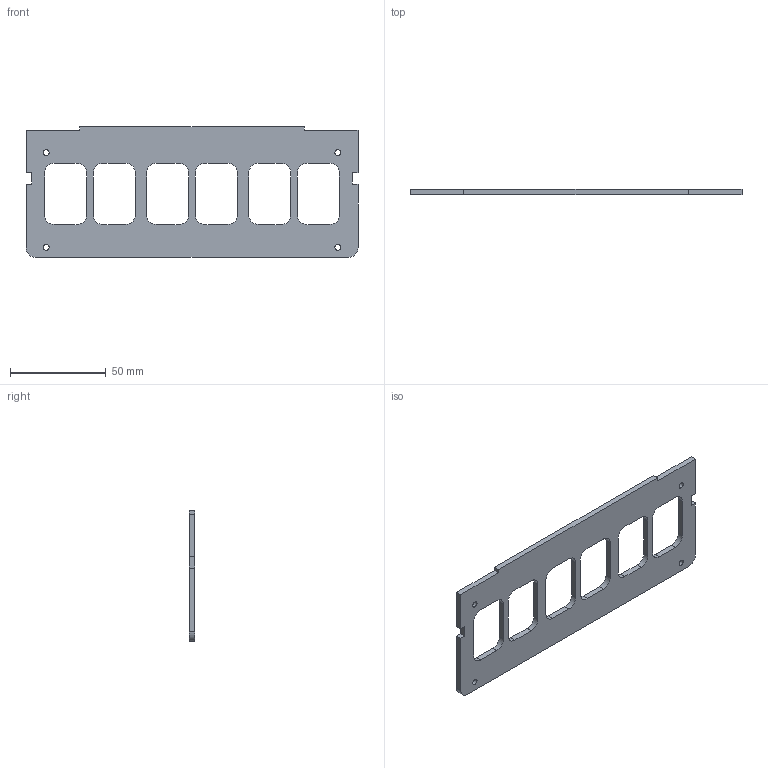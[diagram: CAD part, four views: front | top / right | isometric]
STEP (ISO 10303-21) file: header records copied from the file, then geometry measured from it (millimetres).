
FILE_DESCRIPTION(/* description */ (''),/* implementation_level */ '2;1');
FILE_NAME(/* name */ 'front.step',/* time_stamp */ '2019-12-27T13:31:25+01:00',/* author */ (''),/* organization */ (''),/* preprocessor_version */ 'ST-DEVELOPER v18',/* originating_system */ 'Autodesk Translation Framework v8.12.0.6',/* authorisation */ '');
FILE_SCHEMA (('AUTOMOTIVE_DESIGN { 1 0 10303 214 3 1 1 }'));
Length unit declared in the file: millimetre
Products named in the file (1): front
Bounding box: 173.46 x 3 x 68.3 mm (x, y, z)
Volume: 22688.2 mm3; surface area: 18511.1 mm2
Topology: 1 solids, 1 shells, 120 faces, 358 edges, 240 vertices
Faces by surface type: cylinder 78, plane 42
Full cylindrical faces by diameter (mm): 3.1 x4
Entity records: 4183 total; most frequent: DIRECTION 756, CARTESIAN_POINT 719, ORIENTED_EDGE 716, EDGE_CURVE 358, AXIS2_PLACEMENT_3D 277, VERTEX_POINT 240, LINE 202, VECTOR 202
